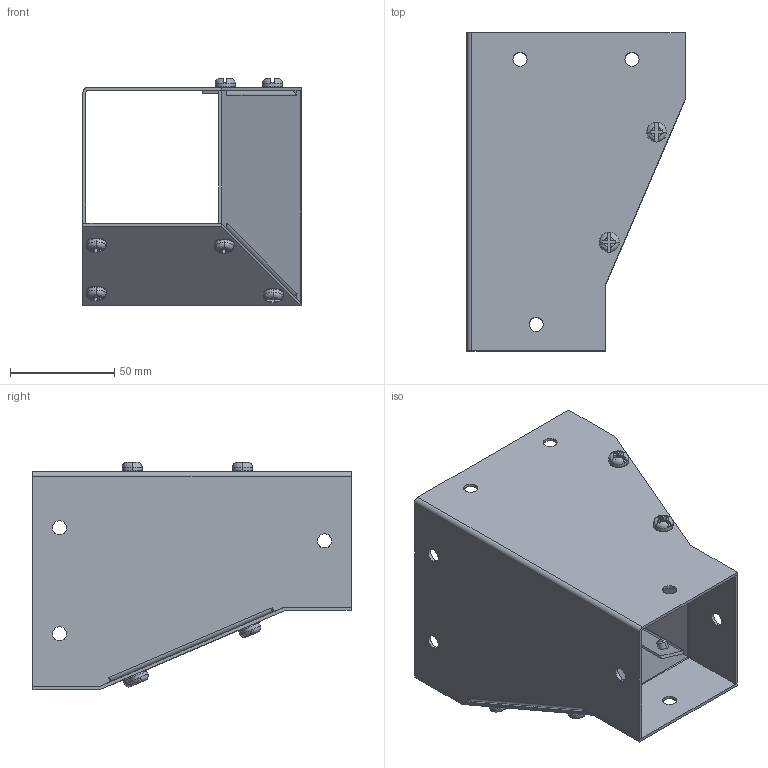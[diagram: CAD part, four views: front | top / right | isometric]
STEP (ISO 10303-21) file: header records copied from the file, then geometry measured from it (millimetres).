
FILE_DESCRIPTION (( 'STEP AP203' ), '1' );
FILE_NAME ('CWCRD42.step', '2024-04-25T14:49:00', ( '' ), ( '' ), 'SwSTEP 2.0', 'SolidWorks 2023', '' );
FILE_SCHEMA (( 'CONFIG_CONTROL_DESIGN' ));
Length unit declared in the file: inch
Products named in the file (1): CWCRD42
Bounding box: 104.5 x 152.4 x 108.94 mm (x, y, z)
Volume: 81130.9 mm3; surface area: 114397.5 mm2
Topology: 9 solids, 9 shells, 294 faces, 750 edges, 480 vertices
Faces by surface type: plane 168, cylinder 88, bspline 26, cone 12
Entity records: 10197 total; most frequent: CARTESIAN_POINT 3079, ORIENTED_EDGE 1500, DIRECTION 1396, EDGE_CURVE 750, AXIS2_PLACEMENT_3D 489, VERTEX_POINT 480, LINE 418, VECTOR 418
